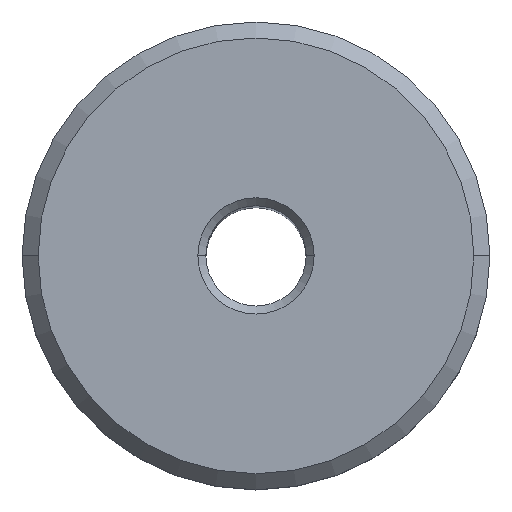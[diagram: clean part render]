
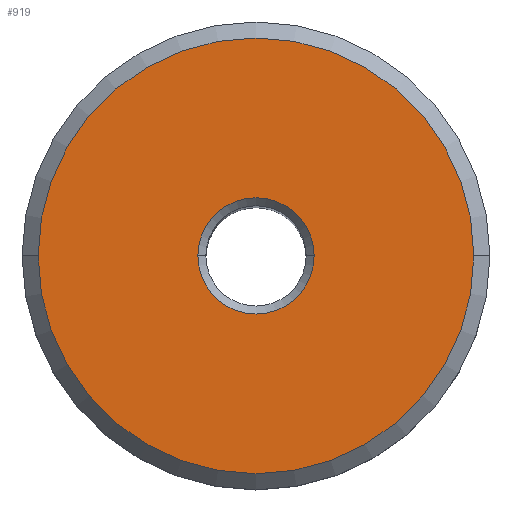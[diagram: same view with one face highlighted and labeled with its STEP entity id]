
A CAD part, top view. The second image highlights one B-rep face of the part: STEP entity #919.
In plain terms, the highlighted planar face has unit normal (0, 0, 1).
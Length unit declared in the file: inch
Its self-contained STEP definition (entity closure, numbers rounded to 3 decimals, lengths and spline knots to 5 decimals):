
#15 = ORIENTED_EDGE ( 'NONE', *, *, #1076, .T. ) ;
#44 = AXIS2_PLACEMENT_3D ( 'NONE', #653, #664, #140 ) ;
#59 = EDGE_CURVE ( 'NONE', #617, #502, #290, .T. ) ;
#61 = AXIS2_PLACEMENT_3D ( 'NONE', #644, #558, #995 ) ;
#118 = AXIS2_PLACEMENT_3D ( 'NONE', #301, #205, #827 ) ;
#140 = DIRECTION ( 'NONE',  ( -1., 0., 0. ) ) ;
#165 = ORIENTED_EDGE ( 'NONE', *, *, #59, .T. ) ;
#180 = VERTEX_POINT ( 'NONE', #988 ) ;
#200 = FACE_BOUND ( 'NONE', #1047, .T. ) ;
#205 = DIRECTION ( 'NONE',  ( 0., 0., -1. ) ) ;
#267 = CARTESIAN_POINT ( 'NONE',  ( 0., 0., 0. ) ) ;
#290 = CIRCLE ( 'NONE', #508, 0.4075 ) ;
#301 = CARTESIAN_POINT ( 'NONE',  ( 0., 0.4375, 0. ) ) ;
#317 = EDGE_LOOP ( 'NONE', ( #15, #165 ) ) ;
#321 = CARTESIAN_POINT ( 'NONE',  ( -0.10875, 0., 0. ) ) ;
#369 = CARTESIAN_POINT ( 'NONE',  ( 0., 0., 0. ) ) ;
#426 = CARTESIAN_POINT ( 'NONE',  ( 0.4075, 0., 0. ) ) ;
#465 = PLANE ( 'NONE',  #118 ) ;
#469 = CIRCLE ( 'NONE', #822, 0.10875 ) ;
#502 = VERTEX_POINT ( 'NONE', #768 ) ;
#508 = AXIS2_PLACEMENT_3D ( 'NONE', #267, #884, #793 ) ;
#519 = EDGE_CURVE ( 'NONE', #180, #819, #469, .T. ) ;
#520 = DIRECTION ( 'NONE',  ( -1., 0., 0. ) ) ;
#558 = DIRECTION ( 'NONE',  ( 0., 0., -1. ) ) ;
#582 = CIRCLE ( 'NONE', #44, 0.4075 ) ;
#617 = VERTEX_POINT ( 'NONE', #426 ) ;
#638 = ORIENTED_EDGE ( 'NONE', *, *, #1021, .T. ) ;
#644 = CARTESIAN_POINT ( 'NONE',  ( 0., 0., 0. ) ) ;
#653 = CARTESIAN_POINT ( 'NONE',  ( 0., 0., 0. ) ) ;
#664 = DIRECTION ( 'NONE',  ( 0., 0., 1. ) ) ;
#768 = CARTESIAN_POINT ( 'NONE',  ( -0.4075, 0., 0. ) ) ;
#793 = DIRECTION ( 'NONE',  ( -1., 0., 0. ) ) ;
#819 = VERTEX_POINT ( 'NONE', #321 ) ;
#822 = AXIS2_PLACEMENT_3D ( 'NONE', #369, #970, #520 ) ;
#827 = DIRECTION ( 'NONE',  ( -1., 0., 0. ) ) ;
#858 = CIRCLE ( 'NONE', #61, 0.10875 ) ;
#884 = DIRECTION ( 'NONE',  ( 0., 0., 1. ) ) ;
#916 = FACE_OUTER_BOUND ( 'NONE', #317, .T. ) ;
#919 = ADVANCED_FACE ( 'NONE', ( #916, #200 ), #465, .F. ) ;
#970 = DIRECTION ( 'NONE',  ( 0., 0., -1. ) ) ;
#988 = CARTESIAN_POINT ( 'NONE',  ( 0.10875, 0., 0. ) ) ;
#995 = DIRECTION ( 'NONE',  ( -1., 0., 0. ) ) ;
#1021 = EDGE_CURVE ( 'NONE', #819, #180, #858, .T. ) ;
#1026 = ORIENTED_EDGE ( 'NONE', *, *, #519, .T. ) ;
#1047 = EDGE_LOOP ( 'NONE', ( #1026, #638 ) ) ;
#1076 = EDGE_CURVE ( 'NONE', #502, #617, #582, .T. ) ;
